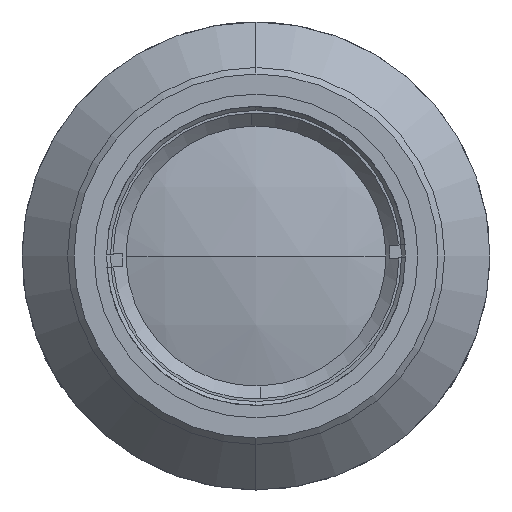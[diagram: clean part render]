
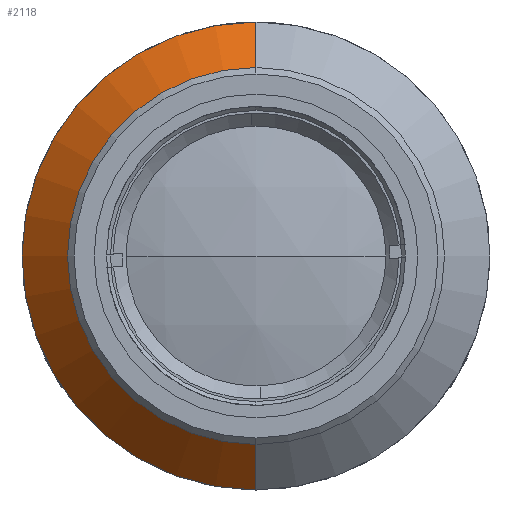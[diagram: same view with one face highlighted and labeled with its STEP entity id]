
A CAD part, left-side view. The second image highlights one B-rep face of the part: STEP entity #2118.
In plain terms, the highlighted conical face has half-angle 45 degrees and reference radius 18 mm.
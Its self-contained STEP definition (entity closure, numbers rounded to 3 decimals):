
#88 = ORIENTED_EDGE ( 'NONE', *, *, #190, .F. ) ;
#190 = EDGE_CURVE ( 'NONE', #3834, #1032, #2105, .T. ) ;
#246 = CARTESIAN_POINT ( 'NONE',  ( 23.499, 0., -18. ) ) ;
#272 = CARTESIAN_POINT ( 'NONE',  ( 23.499, 0., 0. ) ) ;
#282 = DIRECTION ( 'NONE',  ( -1., 0., 0. ) ) ;
#430 = CIRCLE ( 'NONE', #2239, 14.5 ) ;
#637 = DIRECTION ( 'NONE',  ( 0., 0., 1. ) ) ;
#1032 = VERTEX_POINT ( 'NONE', #246 ) ;
#1316 = FACE_OUTER_BOUND ( 'NONE', #2393, .T. ) ;
#1386 = AXIS2_PLACEMENT_3D ( 'NONE', #3918, #2478, #1392 ) ;
#1390 = CARTESIAN_POINT ( 'NONE',  ( 19.999, 0., 0. ) ) ;
#1392 = DIRECTION ( 'NONE',  ( 0., 0., -1. ) ) ;
#1728 = EDGE_CURVE ( 'NONE', #3437, #3834, #430, .T. ) ;
#1902 = CARTESIAN_POINT ( 'NONE',  ( 23.499, 0., 18. ) ) ;
#2058 = ORIENTED_EDGE ( 'NONE', *, *, #4108, .T. ) ;
#2105 = LINE ( 'NONE', #3535, #2172 ) ;
#2118 = ADVANCED_FACE ( 'NONE', ( #1316 ), #3095, .T. ) ;
#2122 = ORIENTED_EDGE ( 'NONE', *, *, #1728, .F. ) ;
#2172 = VECTOR ( 'NONE', #2747, 1000. ) ;
#2239 = AXIS2_PLACEMENT_3D ( 'NONE', #1390, #282, #4386 ) ;
#2291 = LINE ( 'NONE', #1902, #4159 ) ;
#2338 = CARTESIAN_POINT ( 'NONE',  ( 23.499, 0., 18. ) ) ;
#2393 = EDGE_LOOP ( 'NONE', ( #2122, #2654, #2058, #88 ) ) ;
#2478 = DIRECTION ( 'NONE',  ( 1., 0., 0. ) ) ;
#2654 = ORIENTED_EDGE ( 'NONE', *, *, #4669, .T. ) ;
#2747 = DIRECTION ( 'NONE',  ( 0.707, 0., -0.707 ) ) ;
#2927 = CARTESIAN_POINT ( 'NONE',  ( 19.999, 0., 14.5 ) ) ;
#3095 = CONICAL_SURFACE ( 'NONE', #1386, 18., 0.785 ) ;
#3346 = DIRECTION ( 'NONE',  ( 0.707, 0., 0.707 ) ) ;
#3380 = CIRCLE ( 'NONE', #4005, 18. ) ;
#3437 = VERTEX_POINT ( 'NONE', #2927 ) ;
#3535 = CARTESIAN_POINT ( 'NONE',  ( 23.499, 0., -18. ) ) ;
#3834 = VERTEX_POINT ( 'NONE', #4694 ) ;
#3918 = CARTESIAN_POINT ( 'NONE',  ( 23.499, 0., 0. ) ) ;
#4005 = AXIS2_PLACEMENT_3D ( 'NONE', #272, #4449, #637 ) ;
#4108 = EDGE_CURVE ( 'NONE', #4832, #1032, #3380, .T. ) ;
#4159 = VECTOR ( 'NONE', #3346, 1000. ) ;
#4386 = DIRECTION ( 'NONE',  ( 0., 0., 1. ) ) ;
#4449 = DIRECTION ( 'NONE',  ( -1., 0., 0. ) ) ;
#4669 = EDGE_CURVE ( 'NONE', #3437, #4832, #2291, .T. ) ;
#4694 = CARTESIAN_POINT ( 'NONE',  ( 19.999, 0., -14.5 ) ) ;
#4832 = VERTEX_POINT ( 'NONE', #2338 ) ;
